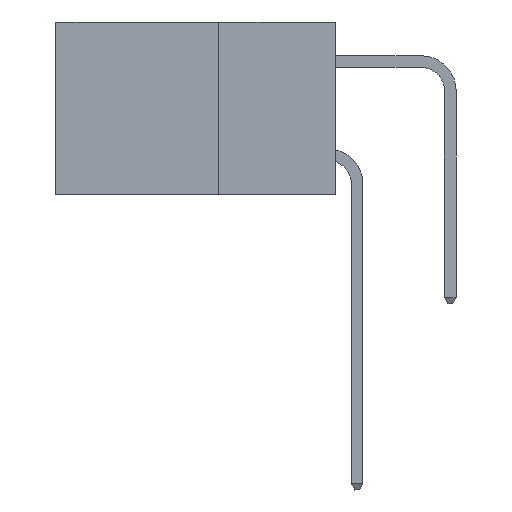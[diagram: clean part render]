
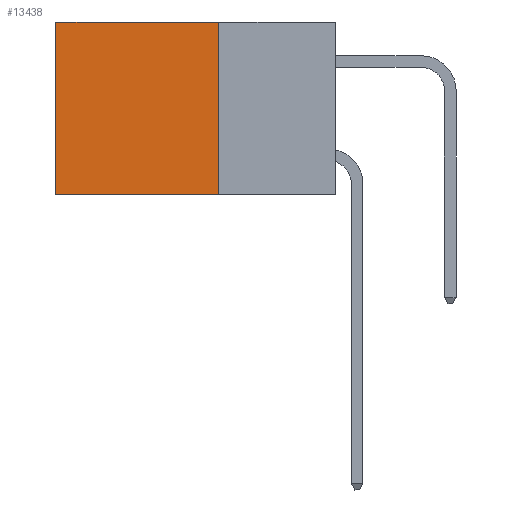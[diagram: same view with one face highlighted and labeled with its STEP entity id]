
A CAD part, left-side view. The second image highlights one B-rep face of the part: STEP entity #13438.
In plain terms, the highlighted planar face has unit normal (-1, 0, 0).
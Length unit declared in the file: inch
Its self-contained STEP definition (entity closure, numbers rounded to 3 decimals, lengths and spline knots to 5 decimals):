
#754 = VECTOR ( 'NONE', #3829, 39.37008 ) ;
#1709 = EDGE_CURVE ( 'NONE', #4328, #11041, #27571, .T. ) ;
#1895 = DIRECTION ( 'NONE',  ( 1., 0., 0. ) ) ;
#3027 = EDGE_CURVE ( 'NONE', #12281, #4328, #3244, .T. ) ;
#3149 = VERTEX_POINT ( 'NONE', #26464 ) ;
#3244 = LINE ( 'NONE', #10623, #18883 ) ;
#3829 = DIRECTION ( 'NONE',  ( 0., 1., 0. ) ) ;
#4328 = VERTEX_POINT ( 'NONE', #20088 ) ;
#6954 = VECTOR ( 'NONE', #27828, 39.37008 ) ;
#10623 = CARTESIAN_POINT ( 'NONE',  ( 0.2875, 0.25, 0. ) ) ;
#10715 = CARTESIAN_POINT ( 'NONE',  ( 0.2875, 0.25, 0. ) ) ;
#11041 = VERTEX_POINT ( 'NONE', #12994 ) ;
#12151 = EDGE_CURVE ( 'NONE', #3149, #11041, #14986, .T. ) ;
#12281 = VERTEX_POINT ( 'NONE', #20501 ) ;
#12822 = DIRECTION ( 'NONE',  ( 0., 0., -1. ) ) ;
#12994 = CARTESIAN_POINT ( 'NONE',  ( 0.2875, 0.6, -0.37 ) ) ;
#13438 = ADVANCED_FACE ( 'NONE', ( #19767 ), #26060, .F. ) ;
#13896 = DIRECTION ( 'NONE',  ( 0., 1., 0. ) ) ;
#14986 = LINE ( 'NONE', #21083, #6954 ) ;
#15801 = ORIENTED_EDGE ( 'NONE', *, *, #3027, .F. ) ;
#17456 = EDGE_LOOP ( 'NONE', ( #27576, #27426, #15801, #22619 ) ) ;
#18883 = VECTOR ( 'NONE', #12822, 39.37008 ) ;
#19161 = LINE ( 'NONE', #23599, #754 ) ;
#19672 = DIRECTION ( 'NONE',  ( 0., 0., -1. ) ) ;
#19767 = FACE_OUTER_BOUND ( 'NONE', #17456, .T. ) ;
#20088 = CARTESIAN_POINT ( 'NONE',  ( 0.2875, 0.25, -0.37 ) ) ;
#20501 = CARTESIAN_POINT ( 'NONE',  ( 0.2875, 0.25, 0. ) ) ;
#20746 = EDGE_CURVE ( 'NONE', #12281, #3149, #19161, .T. ) ;
#21083 = CARTESIAN_POINT ( 'NONE',  ( 0.2875, 0.6, 0. ) ) ;
#22422 = VECTOR ( 'NONE', #13896, 39.37008 ) ;
#22619 = ORIENTED_EDGE ( 'NONE', *, *, #20746, .T. ) ;
#22949 = CARTESIAN_POINT ( 'NONE',  ( 0.2875, 0.25, -0.37 ) ) ;
#23599 = CARTESIAN_POINT ( 'NONE',  ( 0.2875, 0.25, 0. ) ) ;
#25712 = AXIS2_PLACEMENT_3D ( 'NONE', #10715, #1895, #19672 ) ;
#26060 = PLANE ( 'NONE',  #25712 ) ;
#26464 = CARTESIAN_POINT ( 'NONE',  ( 0.2875, 0.6, 0. ) ) ;
#27426 = ORIENTED_EDGE ( 'NONE', *, *, #1709, .F. ) ;
#27571 = LINE ( 'NONE', #22949, #22422 ) ;
#27576 = ORIENTED_EDGE ( 'NONE', *, *, #12151, .T. ) ;
#27828 = DIRECTION ( 'NONE',  ( 0., 0., -1. ) ) ;
